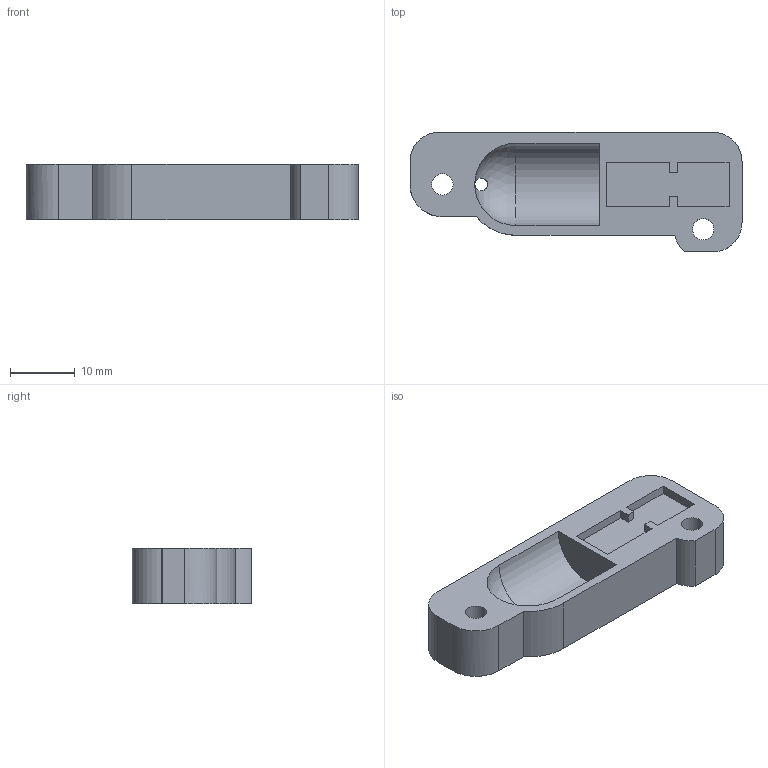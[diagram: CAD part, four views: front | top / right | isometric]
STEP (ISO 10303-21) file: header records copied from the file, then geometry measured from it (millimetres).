
FILE_DESCRIPTION(('FreeCAD Model'),'2;1');
FILE_NAME('Open CASCADE Shape Model','2024-06-28T13:25:34',('Author'),( ''),'Open CASCADE STEP processor 7.7','FreeCAD','Unknown');
FILE_SCHEMA(('AUTOMOTIVE_DESIGN { 1 0 10303 214 1 1 1 1 }'));
Length unit declared in the file: millimetre
Products named in the file (1): SensorBodyBottom
Bounding box: 51.3 x 18.52 x 8.6 mm (x, y, z)
Volume: 5289.9 mm3; surface area: 3194.9 mm2
Topology: 1 solids, 1 shells, 52 faces, 138 edges, 89 vertices
Faces by surface type: plane 41, cylinder 10, sphere 1
Full cylindrical faces by diameter (mm): 2 x1, 3.3 x2
Entity records: 1695 total; most frequent: CARTESIAN_POINT 359, ORIENTED_EDGE 272, DIRECTION 263, EDGE_CURVE 136, LINE 113, VECTOR 113, VERTEX_POINT 89, AXIS2_PLACEMENT_3D 75
